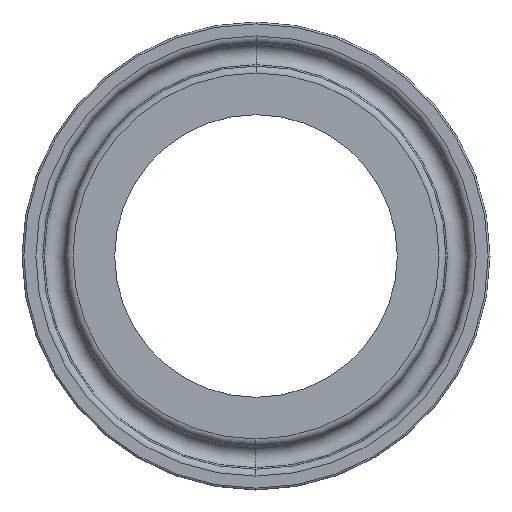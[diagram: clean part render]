
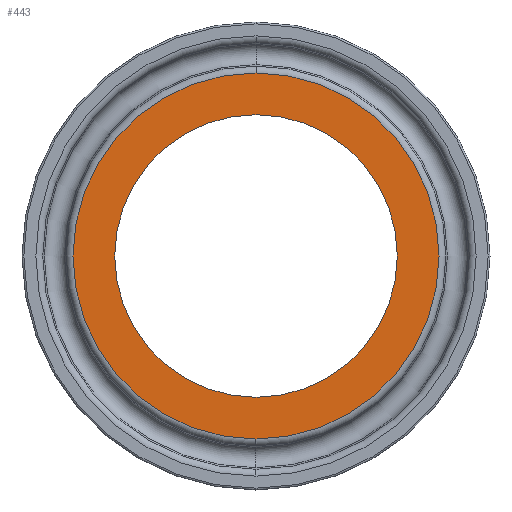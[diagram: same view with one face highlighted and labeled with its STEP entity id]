
A CAD part, left-side view. The second image highlights one B-rep face of the part: STEP entity #443.
In plain terms, the highlighted planar face has unit normal (-1, 0, 0).
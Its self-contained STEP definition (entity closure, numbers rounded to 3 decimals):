
#10 = EDGE_LOOP ( 'NONE', ( #637, #49 ) ) ;
#11 = CARTESIAN_POINT ( 'NONE',  ( 0., 0., 15.25 ) ) ;
#48 = CARTESIAN_POINT ( 'NONE',  ( 0., 0., 0. ) ) ;
#49 = ORIENTED_EDGE ( 'NONE', *, *, #695, .T. ) ;
#56 = PLANE ( 'NONE',  #130 ) ;
#69 = CARTESIAN_POINT ( 'NONE',  ( 0., 0., 19.747 ) ) ;
#114 = FACE_BOUND ( 'NONE', #560, .T. ) ;
#130 = AXIS2_PLACEMENT_3D ( 'NONE', #755, #235, #466 ) ;
#151 = DIRECTION ( 'NONE',  ( 0., 0., 1. ) ) ;
#157 = CIRCLE ( 'NONE', #414, 15.25 ) ;
#160 = VERTEX_POINT ( 'NONE', #69 ) ;
#183 = DIRECTION ( 'NONE',  ( 0., 0., 1. ) ) ;
#192 = AXIS2_PLACEMENT_3D ( 'NONE', #396, #209, #488 ) ;
#209 = DIRECTION ( 'NONE',  ( -1., 0., 0. ) ) ;
#216 = CARTESIAN_POINT ( 'NONE',  ( 0., 0., 0. ) ) ;
#235 = DIRECTION ( 'NONE',  ( 1., 0., 0. ) ) ;
#287 = DIRECTION ( 'NONE',  ( -1., 0., 0. ) ) ;
#306 = VERTEX_POINT ( 'NONE', #406 ) ;
#327 = CARTESIAN_POINT ( 'NONE',  ( 0., 0., -15.25 ) ) ;
#331 = DIRECTION ( 'NONE',  ( -1., 0., 0. ) ) ;
#348 = EDGE_CURVE ( 'NONE', #635, #465, #157, .T. ) ;
#355 = CIRCLE ( 'NONE', #700, 19.747 ) ;
#393 = AXIS2_PLACEMENT_3D ( 'NONE', #216, #331, #151 ) ;
#396 = CARTESIAN_POINT ( 'NONE',  ( 0., 0., 0. ) ) ;
#406 = CARTESIAN_POINT ( 'NONE',  ( 0., 0., -19.747 ) ) ;
#414 = AXIS2_PLACEMENT_3D ( 'NONE', #48, #287, #625 ) ;
#443 = ADVANCED_FACE ( 'NONE', ( #114, #579 ), #56, .F. ) ;
#465 = VERTEX_POINT ( 'NONE', #11 ) ;
#466 = DIRECTION ( 'NONE',  ( 0., 0., -1. ) ) ;
#479 = DIRECTION ( 'NONE',  ( -1., 0., 0. ) ) ;
#488 = DIRECTION ( 'NONE',  ( 0., 0., 1. ) ) ;
#506 = EDGE_CURVE ( 'NONE', #160, #306, #355, .T. ) ;
#543 = CIRCLE ( 'NONE', #393, 19.747 ) ;
#560 = EDGE_LOOP ( 'NONE', ( #743, #694 ) ) ;
#579 = FACE_OUTER_BOUND ( 'NONE', #10, .T. ) ;
#599 = CARTESIAN_POINT ( 'NONE',  ( 0., 0., 0. ) ) ;
#625 = DIRECTION ( 'NONE',  ( 0., 0., 1. ) ) ;
#635 = VERTEX_POINT ( 'NONE', #327 ) ;
#637 = ORIENTED_EDGE ( 'NONE', *, *, #506, .T. ) ;
#662 = EDGE_CURVE ( 'NONE', #465, #635, #727, .T. ) ;
#694 = ORIENTED_EDGE ( 'NONE', *, *, #348, .F. ) ;
#695 = EDGE_CURVE ( 'NONE', #306, #160, #543, .T. ) ;
#700 = AXIS2_PLACEMENT_3D ( 'NONE', #599, #479, #183 ) ;
#727 = CIRCLE ( 'NONE', #192, 15.25 ) ;
#743 = ORIENTED_EDGE ( 'NONE', *, *, #662, .F. ) ;
#755 = CARTESIAN_POINT ( 'NONE',  ( 0., 19.747, 0. ) ) ;
